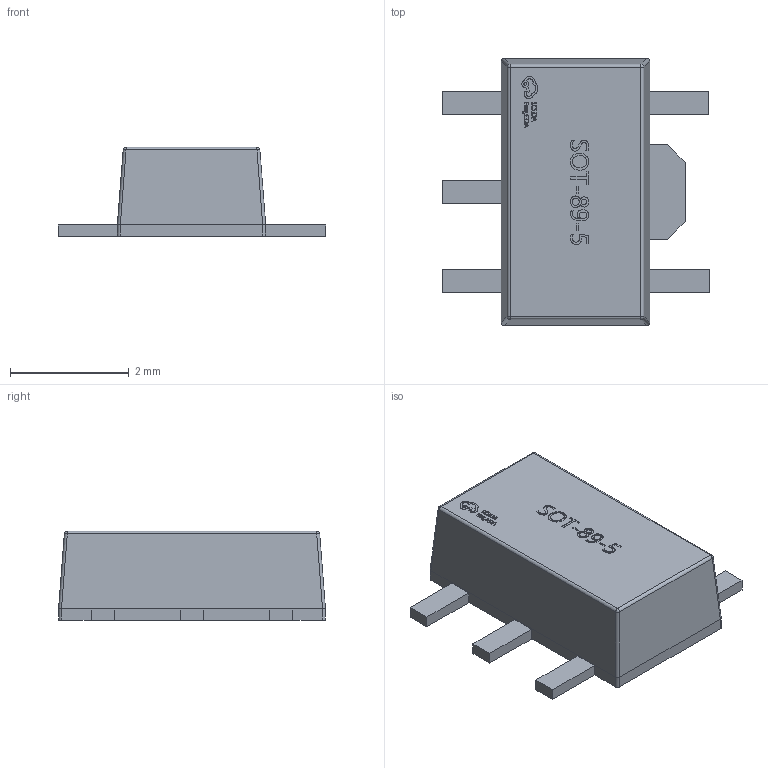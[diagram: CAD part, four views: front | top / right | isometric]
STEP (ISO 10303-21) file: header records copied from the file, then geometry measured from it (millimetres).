
FILE_DESCRIPTION (( 'STEP AP214' ), '1' );
FILE_NAME ('SOT-89-5_L4.5-W2.5-H1.5-LS4.1-P1.50.step', '2022-07-26T11:18:25', ( '' ), ( '' ), 'SwSTEP 2.0', 'SolidWorks 2020', '' );
FILE_SCHEMA (( 'AUTOMOTIVE_DESIGN' ));
Length unit declared in the file: millimetre
Products named in the file (1): SOT-89-5_L4.5-W2.5-H1.5-LS4.1-P1.50
Bounding box: 4.52 x 4.5 x 1.51 mm (x, y, z)
Volume: 16.6 mm3; surface area: 49.6 mm2
Topology: 14 solids, 14 shells, 391 faces, 1041 edges, 690 vertices
Faces by surface type: plane 221, bspline 154, cylinder 12, sphere 4
Entity records: 19762 total; most frequent: CARTESIAN_POINT 7041, ORIENTED_EDGE 2082, DIRECTION 1217, EDGE_CURVE 1041, VECTOR 709, LINE 709, VERTEX_POINT 690, EDGE_LOOP 415
